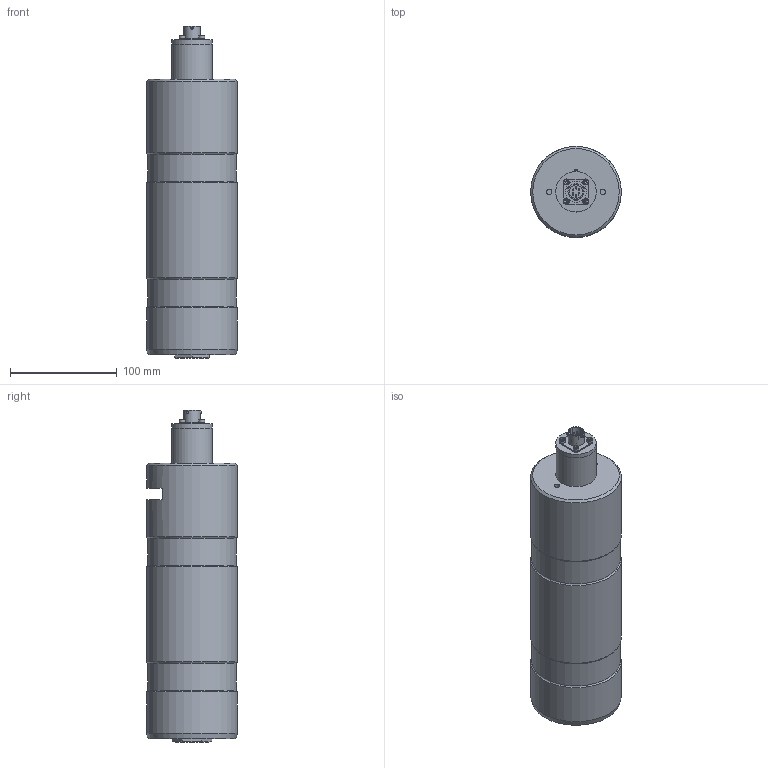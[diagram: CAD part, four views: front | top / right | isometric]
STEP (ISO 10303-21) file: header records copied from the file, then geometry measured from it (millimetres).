
FILE_DESCRIPTION (( 'STEP AP203' ), '1' );
FILE_NAME ('422-218-000-013.STEP', '2014-09-19T14:19:52', ( 'ajoy' ), ( 'Microsoft' ), 'SwSTEP 2.0', 'SolidWorks 2014', '' );
FILE_SCHEMA (( 'CONFIG_CONTROL_DESIGN' ));
Length unit declared in the file: millimetre
Products named in the file (1): 422-218-000-013
Bounding box: 85 x 85 x 310.9 mm (x, y, z)
Surface area: 88601.9 mm2 (no closed solid volume)
Topology: 0 solids, 14 shells, 118 faces, 429 edges, 319 vertices
Faces by surface type: plane 62, cylinder 34, cone 8, torus 8, sphere 6
Full cylindrical faces by diameter (mm): 1 x6, 2 x3, 2.1 x2, 5 x2, 5.5 x4, 15 x1, 38 x2, 83 x2, 85 x3
Entity records: 4496 total; most frequent: CARTESIAN_POINT 1268, DIRECTION 612, ORIENTED_EDGE 521, EDGE_CURVE 345, VERTEX_POINT 289, AXIS2_PLACEMENT_3D 210, LINE 192, VECTOR 192
